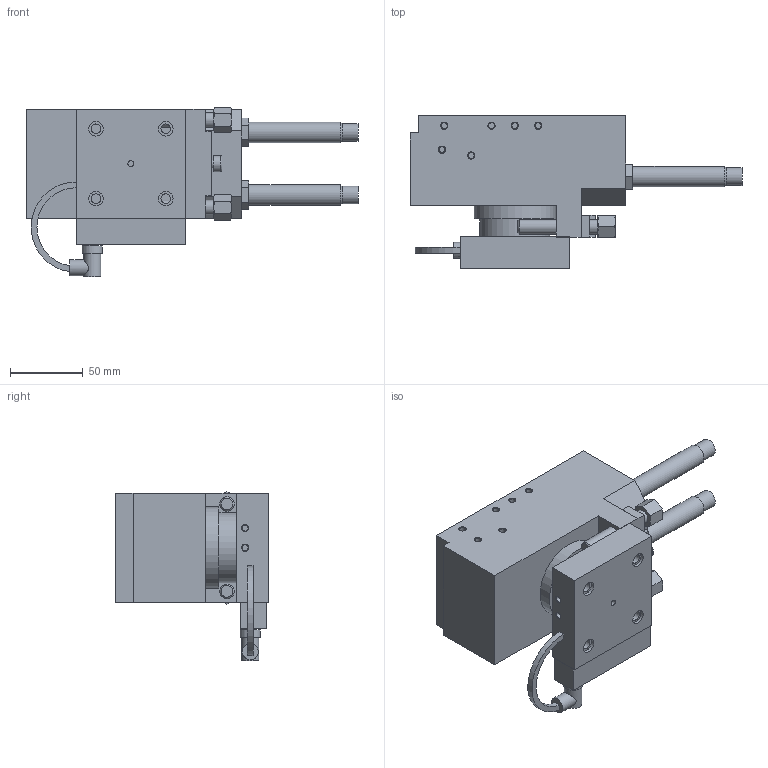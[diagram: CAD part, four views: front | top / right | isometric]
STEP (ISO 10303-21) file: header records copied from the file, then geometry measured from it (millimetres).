
FILE_DESCRIPTION((''),'2;1');
FILE_NAME('MSR I-4-4.stp','2012-10-08T09:51:22',('hartung_david'),(''),'Autodesk Inventor 2012','Autodesk Inventor 2012','');
FILE_SCHEMA(('AUTOMOTIVE_DESIGN { 1 0 10303 214 1 1 1 1 }'));
Length unit declared in the file: millimetre
Products named in the file (3): MSR I-4-4; MSR I4-4-010; MSR I4-4-020
Assembly tree (2 placements, depth 2):
  MSR I-4-4
    MSR I4-4-010
    MSR I4-4-020
Bounding box: 228 x 105 x 116.17 mm (x, y, z)
Volume: 935782.7 mm3; surface area: 102687.9 mm2
Topology: 2 solids, 2 shells, 291 faces, 602 edges, 389 vertices
Faces by surface type: plane 140, cylinder 80, cone 70, torus 1
Full cylindrical faces by diameter (mm): 1 x20, 4 x2, 4.134 x10, 4.917 x4, 6 x7, 6.647 x4, 7 x1, 8.376 x4, 9 x1, 10 x8, 10.5 x4, 11 x2, 12 x2, 12.16 x2, 14 x3, 17 x2, 48 x1, 56 x1
Entity records: 7233 total; most frequent: CARTESIAN_POINT 1351, DIRECTION 1184, ORIENTED_EDGE 926, AXIS2_PLACEMENT_3D 522, EDGE_LOOP 480, EDGE_CURVE 463, VERTEX_POINT 351, STYLED_ITEM 293
